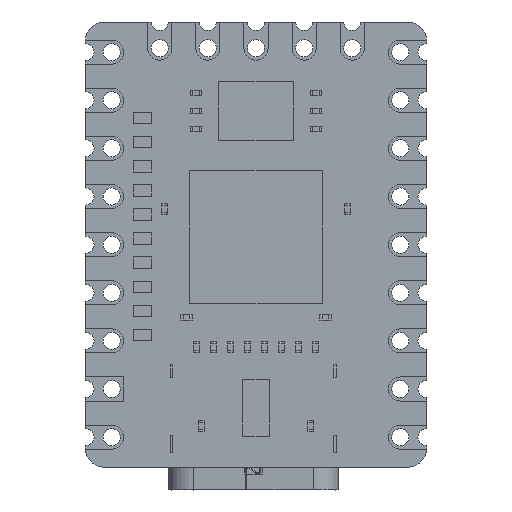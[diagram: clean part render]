
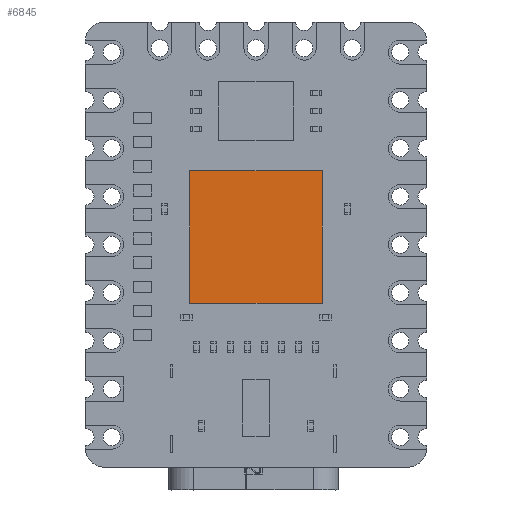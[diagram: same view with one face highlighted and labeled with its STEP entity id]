
A CAD part, front view. The second image highlights one B-rep face of the part: STEP entity #6845.
In plain terms, the highlighted planar face has unit normal (0, -1, 0).
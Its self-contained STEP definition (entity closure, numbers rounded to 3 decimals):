
#1915 = EDGE_CURVE ( 'NONE', #9962, #45993, #66613, .T. ) ;
#2596 = DIRECTION ( 'NONE',  ( -1., 0., 0. ) ) ;
#5365 = CARTESIAN_POINT ( 'NONE',  ( -3.5, -1., -3.1 ) ) ;
#6845 = ADVANCED_FACE ( 'NONE', ( #42803 ), #21345, .T. ) ;
#7339 = DIRECTION ( 'NONE',  ( 0., 0., 1. ) ) ;
#9962 = VERTEX_POINT ( 'NONE', #14456 ) ;
#11390 = LINE ( 'NONE', #60332, #58095 ) ;
#12160 = LINE ( 'NONE', #54716, #39332 ) ;
#14456 = CARTESIAN_POINT ( 'NONE',  ( 3.5, -1., -3.1 ) ) ;
#21345 = PLANE ( 'NONE',  #32320 ) ;
#23338 = VECTOR ( 'NONE', #2596, 1000. ) ;
#24588 = VERTEX_POINT ( 'NONE', #58311 ) ;
#26042 = EDGE_CURVE ( 'NONE', #45993, #24588, #29763, .T. ) ;
#27911 = DIRECTION ( 'NONE',  ( 0., 0., -1. ) ) ;
#28031 = CARTESIAN_POINT ( 'NONE',  ( 3.5, -1., 3.9 ) ) ;
#29030 = ORIENTED_EDGE ( 'NONE', *, *, #44206, .T. ) ;
#29763 = LINE ( 'NONE', #35483, #23338 ) ;
#32145 = DIRECTION ( 'NONE',  ( 1., 0., 0. ) ) ;
#32320 = AXIS2_PLACEMENT_3D ( 'NONE', #43166, #54249, #65269 ) ;
#33800 = ORIENTED_EDGE ( 'NONE', *, *, #1915, .T. ) ;
#35483 = CARTESIAN_POINT ( 'NONE',  ( -3.5, -1., 3.9 ) ) ;
#35524 = ORIENTED_EDGE ( 'NONE', *, *, #26042, .T. ) ;
#39332 = VECTOR ( 'NONE', #27911, 1000. ) ;
#42803 = FACE_OUTER_BOUND ( 'NONE', #57380, .T. ) ;
#43166 = CARTESIAN_POINT ( 'NONE',  ( 0., -1., 0. ) ) ;
#44206 = EDGE_CURVE ( 'NONE', #47718, #9962, #11390, .T. ) ;
#44830 = ORIENTED_EDGE ( 'NONE', *, *, #65116, .T. ) ;
#45993 = VERTEX_POINT ( 'NONE', #28031 ) ;
#47718 = VERTEX_POINT ( 'NONE', #5365 ) ;
#50580 = CARTESIAN_POINT ( 'NONE',  ( 3.5, -1., 3.9 ) ) ;
#54249 = DIRECTION ( 'NONE',  ( 0., -1., 0. ) ) ;
#54716 = CARTESIAN_POINT ( 'NONE',  ( -3.5, -1., 3.9 ) ) ;
#57380 = EDGE_LOOP ( 'NONE', ( #44830, #29030, #33800, #35524 ) ) ;
#58095 = VECTOR ( 'NONE', #32145, 1000. ) ;
#58311 = CARTESIAN_POINT ( 'NONE',  ( -3.5, -1., 3.9 ) ) ;
#59728 = VECTOR ( 'NONE', #7339, 1000. ) ;
#60332 = CARTESIAN_POINT ( 'NONE',  ( -3.5, -1., -3.1 ) ) ;
#65116 = EDGE_CURVE ( 'NONE', #24588, #47718, #12160, .T. ) ;
#65269 = DIRECTION ( 'NONE',  ( 0., 0., -1. ) ) ;
#66613 = LINE ( 'NONE', #50580, #59728 ) ;
